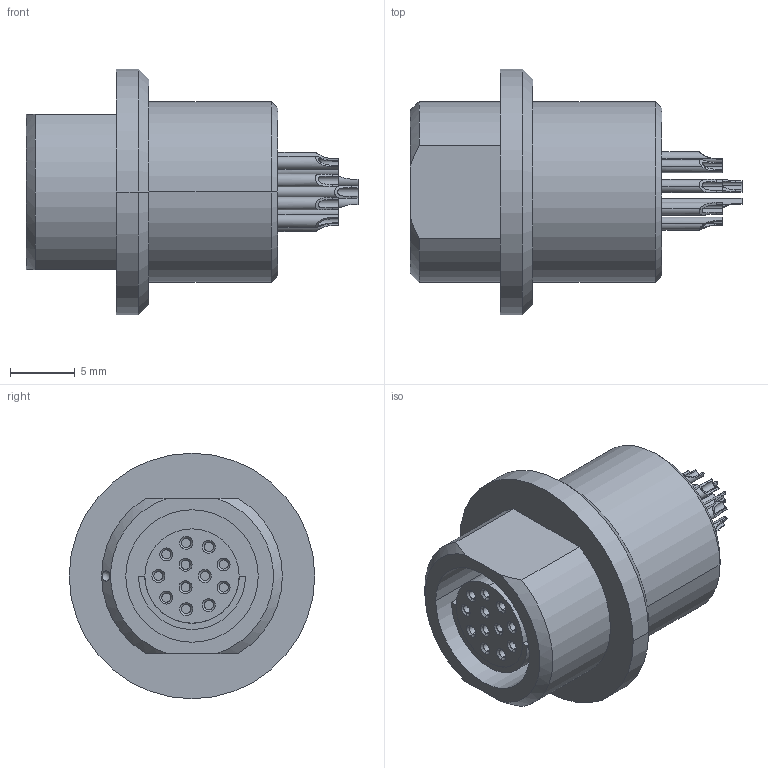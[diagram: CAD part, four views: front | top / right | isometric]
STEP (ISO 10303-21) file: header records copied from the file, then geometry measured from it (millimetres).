
FILE_DESCRIPTION((''),'2;1');
FILE_NAME('G8AF1C-P12L','2021-02-23T14:03:09',('RTrager'),(''),'CREO PARAMETRIC BY PTC INC, 2018300','CREO PARAMETRIC BY PTC INC, 2018300','');
FILE_SCHEMA(('AP242_MANAGED_MODEL_BASED_3D_ENGINEERING_MIM_LF { 1 0 10303 442 1 1 4 }'));
Length unit declared in the file: millimetre
Products named in the file (1): G8AF1C-P12L
Bounding box: 25.7 x 19 x 19 mm (x, y, z)
Volume: 2825.2 mm3; surface area: 2641.4 mm2
Topology: 1 solids, 1 shells, 198 faces, 474 edges, 306 vertices
Faces by surface type: cylinder 108, plane 47, cone 30, torus 12, sphere 1
Entity records: 10055 total; most frequent: CARTESIAN_POINT 1603, DIRECTION 1052, ORIENTED_EDGE 944, PRESENTATION_STYLE_ASSIGNMENT 666, STYLED_ITEM 492, CURVE_STYLE 472, EDGE_CURVE 472, AXIS2_PLACEMENT_3D 440
